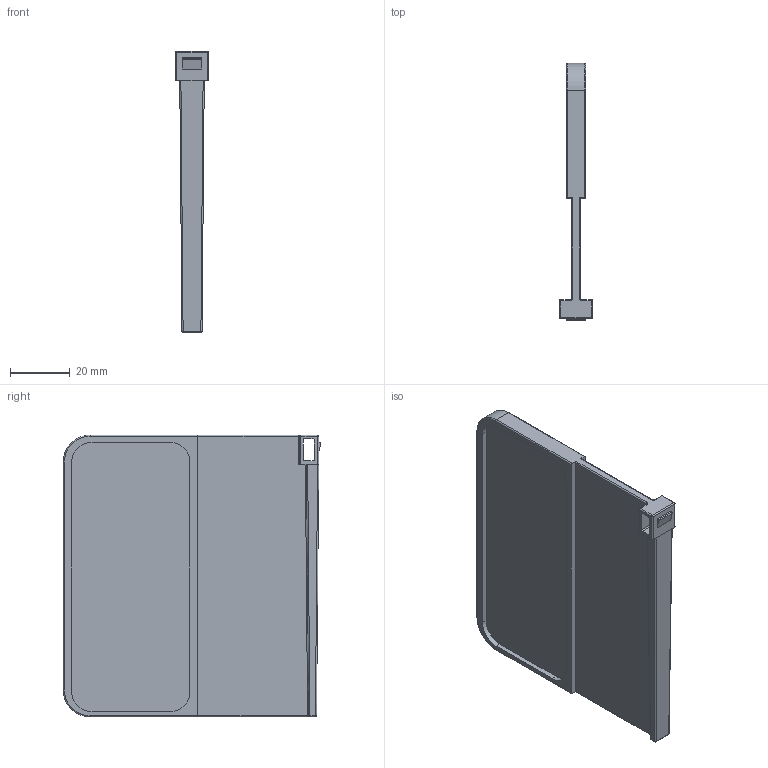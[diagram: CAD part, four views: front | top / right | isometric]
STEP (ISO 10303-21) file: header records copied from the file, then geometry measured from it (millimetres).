
FILE_DESCRIPTION(/* description */ (''),/* implementation_level */ '2;1');
FILE_NAME(/* name */ 'FILE_STP_CAD_DRAWING_3d_BFX806_prt.stp',/* time_stamp */ '2023-03-03T13:32:42+01:00',/* author */ (''),/* organization */ (''),/* preprocessor_version */ 'ST-DEVELOPER v16.7',/* originating_system */ 'SIEMENS PLM Software NX 12.0',/* authorisation */ '');
FILE_SCHEMA (('AUTOMOTIVE_DESIGN { 1 0 10303 214 3 1 1 1 }'));
Length unit declared in the file: millimetre
Products named in the file (1): 3d_BFX806
Bounding box: 11 x 86.18 x 94.3 mm (x, y, z)
Surface area: 19866.5 mm2 (no closed solid volume)
Topology: 0 solids, 1 shells, 102 faces, 257 edges, 152 vertices
Faces by surface type: cylinder 47, plane 39, sphere 8, torus 6, bspline 2
Entity records: 3021 total; most frequent: DIRECTION 553, CARTESIAN_POINT 526, ORIENTED_EDGE 498, EDGE_CURVE 249, AXIS2_PLACEMENT_3D 203, VERTEX_POINT 152, LINE 147, VECTOR 147
